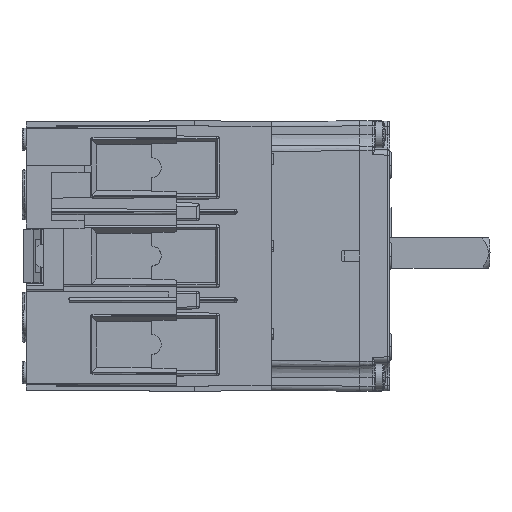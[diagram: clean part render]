
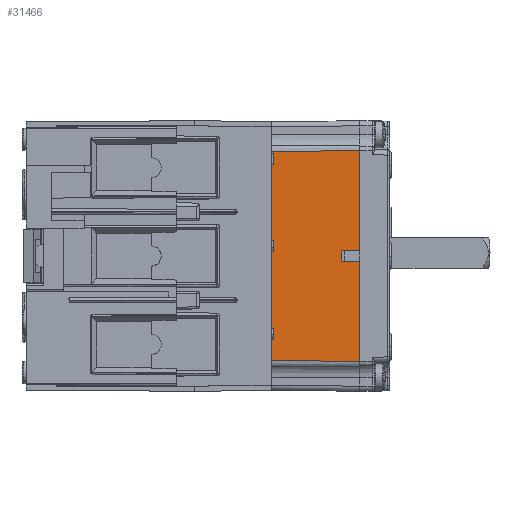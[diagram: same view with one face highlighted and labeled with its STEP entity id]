
A CAD part, front view. The second image highlights one B-rep face of the part: STEP entity #31466.
In plain terms, the highlighted planar face has unit normal (-0.009, -1, 0).
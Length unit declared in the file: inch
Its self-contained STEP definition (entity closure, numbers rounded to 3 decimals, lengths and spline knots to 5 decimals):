
#705 = VECTOR ( 'NONE', #6648, 39.37008 ) ;
#1303 = LINE ( 'NONE', #20018, #23623 ) ;
#1445 = VERTEX_POINT ( 'NONE', #43441 ) ;
#2830 = EDGE_CURVE ( 'NONE', #10269, #22028, #9042, .T. ) ;
#2885 = LINE ( 'NONE', #59020, #49139 ) ;
#3463 = VECTOR ( 'NONE', #37254, 39.37008 ) ;
#4592 = VERTEX_POINT ( 'NONE', #12016 ) ;
#5422 = CARTESIAN_POINT ( 'NONE',  ( 1.77165, -0.88069, 1.04724 ) ) ;
#6349 = LINE ( 'NONE', #11566, #705 ) ;
#6648 = DIRECTION ( 'NONE',  ( -1., 0.009, 0.017 ) ) ;
#6713 = CARTESIAN_POINT ( 'NONE',  ( 2.59843, -0.8879, 0.04134 ) ) ;
#6724 = EDGE_CURVE ( 'NONE', #44674, #34690, #57019, .T. ) ;
#6746 = DIRECTION ( 'NONE',  ( -0.009, -1., 0. ) ) ;
#7019 = ORIENTED_EDGE ( 'NONE', *, *, #9575, .T. ) ;
#7234 = CARTESIAN_POINT ( 'NONE',  ( 1.77165, -0.88069, -0.02953 ) ) ;
#7364 = CARTESIAN_POINT ( 'NONE',  ( 2.13911, -0.88389, -0.81733 ) ) ;
#7425 = CARTESIAN_POINT ( 'NONE',  ( 2.46063, -0.8867, 1.04724 ) ) ;
#7620 = CARTESIAN_POINT ( 'NONE',  ( 2.46063, -0.8867, 0.03893 ) ) ;
#7835 = LINE ( 'NONE', #7234, #17159 ) ;
#8163 = EDGE_CURVE ( 'NONE', #38301, #44674, #1303, .T. ) ;
#8208 = VERTEX_POINT ( 'NONE', #57144 ) ;
#9042 = LINE ( 'NONE', #27751, #3463 ) ;
#9575 = EDGE_CURVE ( 'NONE', #33217, #38301, #24260, .T. ) ;
#9729 = CARTESIAN_POINT ( 'NONE',  ( 1.90945, -0.88189, -1.05315 ) ) ;
#10138 = LINE ( 'NONE', #15324, #47193 ) ;
#10269 = VERTEX_POINT ( 'NONE', #19122 ) ;
#10336 = DIRECTION ( 'NONE',  ( 0., 0., 1. ) ) ;
#11566 = CARTESIAN_POINT ( 'NONE',  ( 2.59843, -0.8879, -0.04134 ) ) ;
#11691 = ORIENTED_EDGE ( 'NONE', *, *, #21594, .T. ) ;
#12016 = CARTESIAN_POINT ( 'NONE',  ( 1.90945, -0.88189, 0.03997 ) ) ;
#14764 = DIRECTION ( 'NONE',  ( 0., 0., -1. ) ) ;
#15324 = CARTESIAN_POINT ( 'NONE',  ( 1.90945, -0.88189, 0.03193 ) ) ;
#15477 = CARTESIAN_POINT ( 'NONE',  ( 1.90945, -0.88189, 0.81646 ) ) ;
#15511 = ORIENTED_EDGE ( 'NONE', *, *, #20978, .T. ) ;
#15831 = VERTEX_POINT ( 'NONE', #56050 ) ;
#16009 = LINE ( 'NONE', #7425, #24282 ) ;
#16529 = LINE ( 'NONE', #34641, #23492 ) ;
#17159 = VECTOR ( 'NONE', #59357, 39.37008 ) ;
#18032 = DIRECTION ( 'NONE',  ( 0., 0., -1. ) ) ;
#18551 = CARTESIAN_POINT ( 'NONE',  ( 1.90945, -0.88189, -0.03997 ) ) ;
#19122 = CARTESIAN_POINT ( 'NONE',  ( 1.77165, -0.88069, 0.02953 ) ) ;
#19370 = LINE ( 'NONE', #38085, #53296 ) ;
#19470 = CARTESIAN_POINT ( 'NONE',  ( 2.59843, -0.8879, 0.81907 ) ) ;
#19514 = VERTEX_POINT ( 'NONE', #52674 ) ;
#19625 = DIRECTION ( 'NONE',  ( -1., 0.009, -0.017 ) ) ;
#19766 = CARTESIAN_POINT ( 'NONE',  ( 1.90945, -0.88189, 0.81646 ) ) ;
#19875 = ORIENTED_EDGE ( 'NONE', *, *, #37664, .T. ) ;
#20018 = CARTESIAN_POINT ( 'NONE',  ( 2.59843, -0.8879, 1.04724 ) ) ;
#20978 = EDGE_CURVE ( 'NONE', #4592, #51952, #2885, .T. ) ;
#21594 = EDGE_CURVE ( 'NONE', #51952, #10269, #10138, .T. ) ;
#21994 = VECTOR ( 'NONE', #10336, 39.37008 ) ;
#22028 = VERTEX_POINT ( 'NONE', #53002 ) ;
#22087 = LINE ( 'NONE', #39577, #28049 ) ;
#23492 = VECTOR ( 'NONE', #58555, 39.37008 ) ;
#23623 = VECTOR ( 'NONE', #39033, 39.37008 ) ;
#23844 = LINE ( 'NONE', #9729, #54593 ) ;
#24158 = DIRECTION ( 'NONE',  ( 0., 0., -1. ) ) ;
#24260 = LINE ( 'NONE', #43572, #25687 ) ;
#24282 = VECTOR ( 'NONE', #25527, 39.37008 ) ;
#25527 = DIRECTION ( 'NONE',  ( 0., 0., 1. ) ) ;
#25529 = CARTESIAN_POINT ( 'NONE',  ( 2.59843, -0.8879, -0.81907 ) ) ;
#25687 = VECTOR ( 'NONE', #39269, 39.37008 ) ;
#25760 = CARTESIAN_POINT ( 'NONE',  ( 2.36877, -0.8859, -0.8182 ) ) ;
#26306 = EDGE_CURVE ( 'NONE', #1445, #15831, #6349, .T. ) ;
#26328 = CARTESIAN_POINT ( 'NONE',  ( 1.90945, -0.88189, 0.03193 ) ) ;
#26669 = CARTESIAN_POINT ( 'NONE',  ( 2.59843, -0.8879, -0.81907 ) ) ;
#27304 = ORIENTED_EDGE ( 'NONE', *, *, #50485, .T. ) ;
#27389 = VERTEX_POINT ( 'NONE', #49306 ) ;
#27751 = CARTESIAN_POINT ( 'NONE',  ( 1.77165, -0.88069, 1.04724 ) ) ;
#28049 = VECTOR ( 'NONE', #45405, 39.37008 ) ;
#28327 = EDGE_CURVE ( 'NONE', #27389, #40139, #28828, .T. ) ;
#28430 = VECTOR ( 'NONE', #24158, 39.37008 ) ;
#28828 = B_SPLINE_CURVE_WITH_KNOTS ( 'NONE', 3,
 ( #39255, #7364, #25760, #26669 ),
 .UNSPECIFIED., .F., .F.,
 ( 4, 4 ),
 ( 0., 1. ),
 .UNSPECIFIED. ) ;
#30242 = CARTESIAN_POINT ( 'NONE',  ( 2.59843, -0.8879, 1.04724 ) ) ;
#30261 = AXIS2_PLACEMENT_3D ( 'NONE', #52772, #6746, #39263 ) ;
#31466 = ADVANCED_FACE ( 'NONE', ( #53988 ), #48475, .T. ) ;
#31606 = ORIENTED_EDGE ( 'NONE', *, *, #48403, .T. ) ;
#33127 = ORIENTED_EDGE ( 'NONE', *, *, #37814, .T. ) ;
#33217 = VERTEX_POINT ( 'NONE', #7620 ) ;
#33633 = VERTEX_POINT ( 'NONE', #18551 ) ;
#34641 = CARTESIAN_POINT ( 'NONE',  ( 1.77165, -0.88069, 1.04724 ) ) ;
#34690 = VERTEX_POINT ( 'NONE', #19766 ) ;
#36672 = ORIENTED_EDGE ( 'NONE', *, *, #6724, .T. ) ;
#37254 = DIRECTION ( 'NONE',  ( 0., 0., -1. ) ) ;
#37664 = EDGE_CURVE ( 'NONE', #40139, #1445, #48356, .T. ) ;
#37814 = EDGE_CURVE ( 'NONE', #8208, #33633, #19370, .T. ) ;
#38085 = CARTESIAN_POINT ( 'NONE',  ( 1.90945, -0.88189, 1.04724 ) ) ;
#38301 = VERTEX_POINT ( 'NONE', #6713 ) ;
#39031 = ORIENTED_EDGE ( 'NONE', *, *, #46787, .T. ) ;
#39033 = DIRECTION ( 'NONE',  ( 0., 0., 1. ) ) ;
#39215 = ORIENTED_EDGE ( 'NONE', *, *, #56626, .T. ) ;
#39255 = CARTESIAN_POINT ( 'NONE',  ( 1.90945, -0.88189, -0.81646 ) ) ;
#39263 = DIRECTION ( 'NONE',  ( 1., -0.009, 0. ) ) ;
#39269 = DIRECTION ( 'NONE',  ( 1., -0.009, 0.017 ) ) ;
#39577 = CARTESIAN_POINT ( 'NONE',  ( 1.90945, -0.88189, -1.05315 ) ) ;
#40139 = VERTEX_POINT ( 'NONE', #25529 ) ;
#40330 = DIRECTION ( 'NONE',  ( 0., 0., -1. ) ) ;
#41220 = ORIENTED_EDGE ( 'NONE', *, *, #52024, .T. ) ;
#43441 = CARTESIAN_POINT ( 'NONE',  ( 2.59843, -0.8879, -0.04134 ) ) ;
#43572 = CARTESIAN_POINT ( 'NONE',  ( 2.46063, -0.8867, 0.03893 ) ) ;
#44674 = VERTEX_POINT ( 'NONE', #54219 ) ;
#45405 = DIRECTION ( 'NONE',  ( 0., 0., -1. ) ) ;
#45969 = ORIENTED_EDGE ( 'NONE', *, *, #8163, .T. ) ;
#46787 = EDGE_CURVE ( 'NONE', #19514, #8208, #7835, .T. ) ;
#47193 = VECTOR ( 'NONE', #19625, 39.37008 ) ;
#47465 = LINE ( 'NONE', #5422, #28430 ) ;
#47921 = EDGE_LOOP ( 'NONE', ( #41220, #15511, #11691, #51570, #39215, #51091, #39031, #33127, #31606, #54267, #19875, #49569, #27304, #7019, #45969, #36672 ) ) ;
#48000 = CARTESIAN_POINT ( 'NONE',  ( 2.13911, -0.88389, 0.81733 ) ) ;
#48356 = LINE ( 'NONE', #30242, #21994 ) ;
#48403 = EDGE_CURVE ( 'NONE', #33633, #27389, #22087, .T. ) ;
#48475 = PLANE ( 'NONE',  #30261 ) ;
#49139 = VECTOR ( 'NONE', #40330, 39.37008 ) ;
#49306 = CARTESIAN_POINT ( 'NONE',  ( 1.90945, -0.88189, -0.81646 ) ) ;
#49569 = ORIENTED_EDGE ( 'NONE', *, *, #26306, .T. ) ;
#50485 = EDGE_CURVE ( 'NONE', #15831, #33217, #16009, .T. ) ;
#51091 = ORIENTED_EDGE ( 'NONE', *, *, #56242, .T. ) ;
#51560 = VERTEX_POINT ( 'NONE', #58246 ) ;
#51570 = ORIENTED_EDGE ( 'NONE', *, *, #2830, .T. ) ;
#51952 = VERTEX_POINT ( 'NONE', #26328 ) ;
#52024 = EDGE_CURVE ( 'NONE', #34690, #4592, #23844, .T. ) ;
#52674 = CARTESIAN_POINT ( 'NONE',  ( 1.77165, -0.88069, -0.02953 ) ) ;
#52772 = CARTESIAN_POINT ( 'NONE',  ( 1.90945, -0.88189, 1.04724 ) ) ;
#53002 = CARTESIAN_POINT ( 'NONE',  ( 1.77165, -0.88069, 0.00712 ) ) ;
#53296 = VECTOR ( 'NONE', #14764, 39.37008 ) ;
#53988 = FACE_OUTER_BOUND ( 'NONE', #47921, .T. ) ;
#54219 = CARTESIAN_POINT ( 'NONE',  ( 2.59843, -0.8879, 0.81907 ) ) ;
#54267 = ORIENTED_EDGE ( 'NONE', *, *, #28327, .T. ) ;
#54593 = VECTOR ( 'NONE', #18032, 39.37008 ) ;
#56050 = CARTESIAN_POINT ( 'NONE',  ( 2.46063, -0.8867, -0.03893 ) ) ;
#56242 = EDGE_CURVE ( 'NONE', #51560, #19514, #16529, .T. ) ;
#56626 = EDGE_CURVE ( 'NONE', #22028, #51560, #47465, .T. ) ;
#56907 = CARTESIAN_POINT ( 'NONE',  ( 2.36877, -0.8859, 0.8182 ) ) ;
#57019 = B_SPLINE_CURVE_WITH_KNOTS ( 'NONE', 3,
 ( #19470, #56907, #48000, #15477 ),
 .UNSPECIFIED., .F., .F.,
 ( 4, 4 ),
 ( 0., 1. ),
 .UNSPECIFIED. ) ;
#57144 = CARTESIAN_POINT ( 'NONE',  ( 1.90945, -0.88189, -0.03193 ) ) ;
#58246 = CARTESIAN_POINT ( 'NONE',  ( 1.77165, -0.88069, -0.00712 ) ) ;
#58555 = DIRECTION ( 'NONE',  ( 0., 0., -1. ) ) ;
#59020 = CARTESIAN_POINT ( 'NONE',  ( 1.90945, -0.88189, 1.04724 ) ) ;
#59357 = DIRECTION ( 'NONE',  ( 1., -0.009, -0.017 ) ) ;
